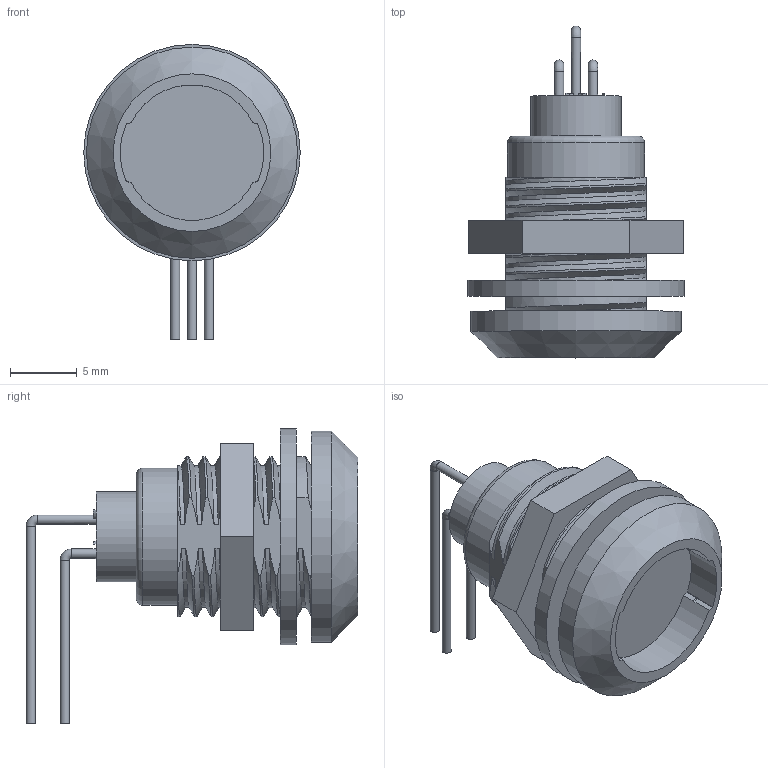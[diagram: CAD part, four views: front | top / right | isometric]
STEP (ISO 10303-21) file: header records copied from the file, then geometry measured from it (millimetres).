
FILE_DESCRIPTION(/* description */ (''),/* implementation_level */ '2;1');
FILE_NAME(/* name */ 'CNT07-ZCG-1B-003BCV.step',/* time_stamp */ '2021-06-27T17:33:56+02:00',/* author */ (''),/* organization */ (''),/* preprocessor_version */ 'ST-DEVELOPER v18.1',/* originating_system */ 'Autodesk Translation Framework v10.6.0.1341',/* authorisation */ '');
FILE_SCHEMA (('AUTOMOTIVE_DESIGN { 1 0 10303 214 3 1 1 }'));
Length unit declared in the file: millimetre
Products named in the file (2): (Unsaved); Component1
Assembly tree (1 placements, depth 2):
  (Unsaved)
    Component1
Bounding box: 16.2 x 24.84 x 22.09 mm (x, y, z)
Volume: 1768.6 mm3; surface area: 2333.2 mm2
Topology: 1 solids, 11 shells, 249 faces, 622 edges, 411 vertices
Faces by surface type: bspline 107, cylinder 71, plane 66, torus 4, cone 1
Full cylindrical faces by diameter (mm): 0.7 x6, 1.25 x6, 6 x3, 6.75 x1, 10.15 x3, 10.26 x1, 15.8 x1, 16.2 x1
Entity records: 22761 total; most frequent: CARTESIAN_POINT 17151, ORIENTED_EDGE 1244, DIRECTION 944, EDGE_CURVE 622, VERTEX_POINT 411, AXIS2_PLACEMENT_3D 355, EDGE_LOOP 271, FACE_OUTER_BOUND 249
